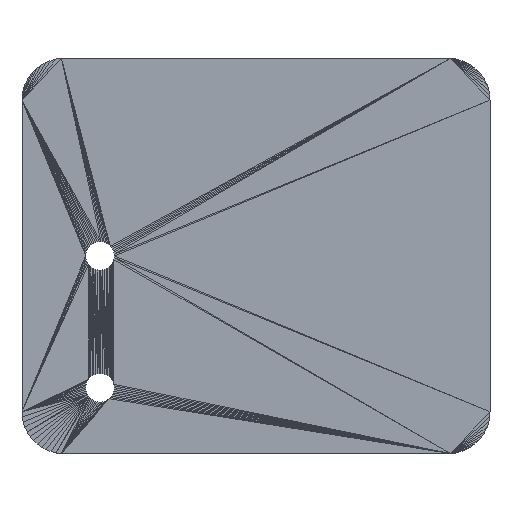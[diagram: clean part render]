
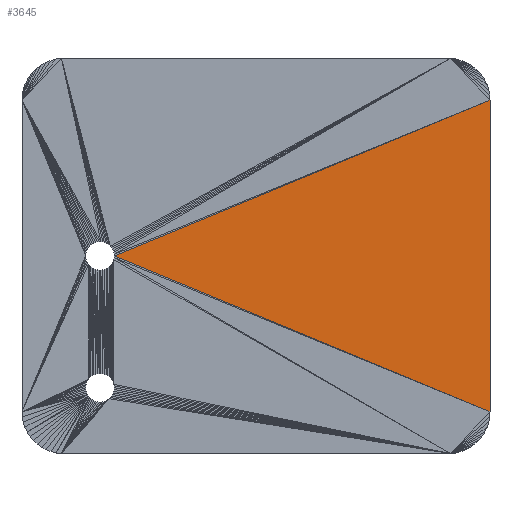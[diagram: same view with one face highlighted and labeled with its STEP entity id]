
A CAD part, top view. The second image highlights one B-rep face of the part: STEP entity #3645.
In plain terms, the highlighted planar face has unit normal (0, 0, 1).
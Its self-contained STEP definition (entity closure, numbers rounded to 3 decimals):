
#2864 = VERTEX_POINT('',#2865);
#2865 = CARTESIAN_POINT('',(27.81,18.498,8.));
#3170 = PLANE('',#3171);
#3171 = AXIS2_PLACEMENT_3D('',#3172,#3173,#3174);
#3172 = CARTESIAN_POINT('',(5.432,9.282,8.));
#3173 = DIRECTION('',(0.,0.,1.));
#3174 = DIRECTION('',(1.,0.,-0.));
#3593 = VERTEX_POINT('',#3594);
#3594 = CARTESIAN_POINT('',(-16.84,0.,8.));
#3620 = EDGE_CURVE('',#2864,#3593,#3621,.T.);
#3621 = SURFACE_CURVE('',#3622,(#3626,#3633),.PCURVE_S1.);
#3622 = LINE('',#3623,#3624);
#3623 = CARTESIAN_POINT('',(27.81,18.498,8.));
#3624 = VECTOR('',#3625,1.);
#3625 = DIRECTION('',(-0.924,-0.383,0.));
#3626 = PCURVE('',#3170,#3627);
#3627 = DEFINITIONAL_REPRESENTATION('',(#3628),#3632);
#3628 = LINE('',#3629,#3630);
#3629 = CARTESIAN_POINT('',(22.378,9.216));
#3630 = VECTOR('',#3631,1.);
#3631 = DIRECTION('',(-0.924,-0.383));
#3632 = ( GEOMETRIC_REPRESENTATION_CONTEXT(2) 
PARAMETRIC_REPRESENTATION_CONTEXT() REPRESENTATION_CONTEXT('2D SPACE',''
  ) );
#3633 = PCURVE('',#3634,#3639);
#3634 = PLANE('',#3635);
#3635 = AXIS2_PLACEMENT_3D('',#3636,#3637,#3638);
#3636 = CARTESIAN_POINT('',(11.665,0.,8.));
#3637 = DIRECTION('',(0.,0.,1.));
#3638 = DIRECTION('',(1.,0.,-0.));
#3639 = DEFINITIONAL_REPRESENTATION('',(#3640),#3644);
#3640 = LINE('',#3641,#3642);
#3641 = CARTESIAN_POINT('',(16.145,18.498));
#3642 = VECTOR('',#3643,1.);
#3643 = DIRECTION('',(-0.924,-0.383));
#3644 = ( GEOMETRIC_REPRESENTATION_CONTEXT(2) 
PARAMETRIC_REPRESENTATION_CONTEXT() REPRESENTATION_CONTEXT('2D SPACE',''
  ) );
#3645 = ADVANCED_FACE('',(#3646),#3634,.T.);
#3646 = FACE_BOUND('',#3647,.T.);
#3647 = EDGE_LOOP('',(#3648,#3649,#3677));
#3648 = ORIENTED_EDGE('',*,*,#3620,.T.);
#3649 = ORIENTED_EDGE('',*,*,#3650,.T.);
#3650 = EDGE_CURVE('',#3593,#3651,#3653,.T.);
#3651 = VERTEX_POINT('',#3652);
#3652 = CARTESIAN_POINT('',(27.81,-18.498,8.));
#3653 = SURFACE_CURVE('',#3654,(#3658,#3665),.PCURVE_S1.);
#3654 = LINE('',#3655,#3656);
#3655 = CARTESIAN_POINT('',(-16.84,0.,8.));
#3656 = VECTOR('',#3657,1.);
#3657 = DIRECTION('',(0.924,-0.383,0.));
#3658 = PCURVE('',#3634,#3659);
#3659 = DEFINITIONAL_REPRESENTATION('',(#3660),#3664);
#3660 = LINE('',#3661,#3662);
#3661 = CARTESIAN_POINT('',(-28.505,0.));
#3662 = VECTOR('',#3663,1.);
#3663 = DIRECTION('',(0.924,-0.383));
#3664 = ( GEOMETRIC_REPRESENTATION_CONTEXT(2) 
PARAMETRIC_REPRESENTATION_CONTEXT() REPRESENTATION_CONTEXT('2D SPACE',''
  ) );
#3665 = PCURVE('',#3666,#3671);
#3666 = PLANE('',#3667);
#3667 = AXIS2_PLACEMENT_3D('',#3668,#3669,#3670);
#3668 = CARTESIAN_POINT('',(5.432,-9.282,8.));
#3669 = DIRECTION('',(0.,0.,1.));
#3670 = DIRECTION('',(1.,0.,-0.));
#3671 = DEFINITIONAL_REPRESENTATION('',(#3672),#3676);
#3672 = LINE('',#3673,#3674);
#3673 = CARTESIAN_POINT('',(-22.272,9.282));
#3674 = VECTOR('',#3675,1.);
#3675 = DIRECTION('',(0.924,-0.383));
#3676 = ( GEOMETRIC_REPRESENTATION_CONTEXT(2) 
PARAMETRIC_REPRESENTATION_CONTEXT() REPRESENTATION_CONTEXT('2D SPACE',''
  ) );
#3677 = ORIENTED_EDGE('',*,*,#3678,.T.);
#3678 = EDGE_CURVE('',#3651,#2864,#3679,.T.);
#3679 = SURFACE_CURVE('',#3680,(#3684,#3691),.PCURVE_S1.);
#3680 = LINE('',#3681,#3682);
#3681 = CARTESIAN_POINT('',(27.81,-18.498,8.));
#3682 = VECTOR('',#3683,1.);
#3683 = DIRECTION('',(0.,1.,0.));
#3684 = PCURVE('',#3634,#3685);
#3685 = DEFINITIONAL_REPRESENTATION('',(#3686),#3690);
#3686 = LINE('',#3687,#3688);
#3687 = CARTESIAN_POINT('',(16.145,-18.498));
#3688 = VECTOR('',#3689,1.);
#3689 = DIRECTION('',(0.,1.));
#3690 = ( GEOMETRIC_REPRESENTATION_CONTEXT(2) 
PARAMETRIC_REPRESENTATION_CONTEXT() REPRESENTATION_CONTEXT('2D SPACE',''
  ) );
#3691 = PCURVE('',#3692,#3697);
#3692 = PLANE('',#3693);
#3693 = AXIS2_PLACEMENT_3D('',#3694,#3695,#3696);
#3694 = CARTESIAN_POINT('',(27.81,1.786,
    5.786));
#3695 = DIRECTION('',(1.,0.,0.));
#3696 = DIRECTION('',(0.,0.,1.));
#3697 = DEFINITIONAL_REPRESENTATION('',(#3698),#3702);
#3698 = LINE('',#3699,#3700);
#3699 = CARTESIAN_POINT('',(2.214,20.285));
#3700 = VECTOR('',#3701,1.);
#3701 = DIRECTION('',(0.,-1.));
#3702 = ( GEOMETRIC_REPRESENTATION_CONTEXT(2) 
PARAMETRIC_REPRESENTATION_CONTEXT() REPRESENTATION_CONTEXT('2D SPACE',''
  ) );
